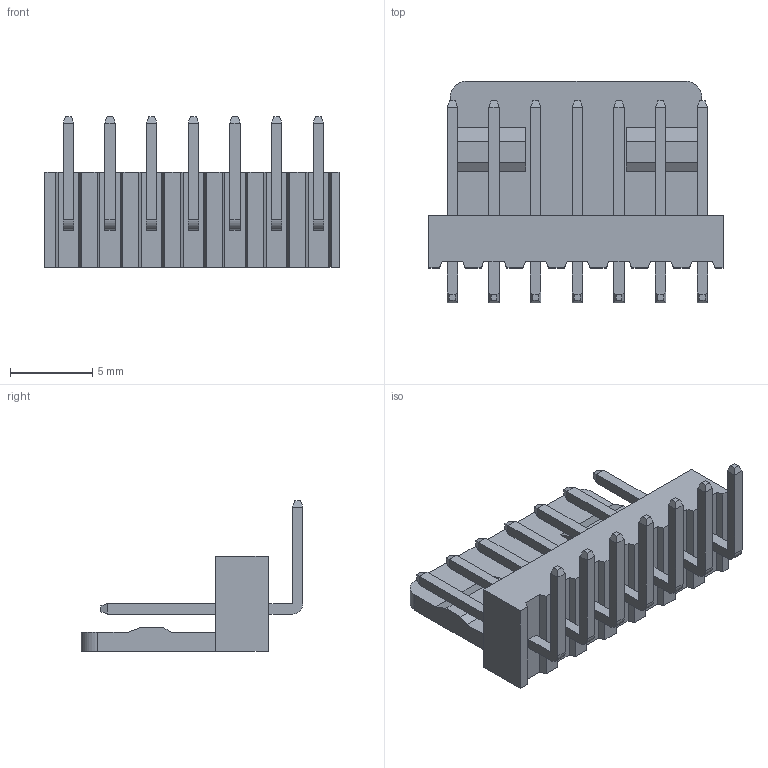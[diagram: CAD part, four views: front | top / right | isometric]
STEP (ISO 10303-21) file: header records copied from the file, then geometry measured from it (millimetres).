
FILE_DESCRIPTION (( 'STEP AP214' ), '1' );
FILE_NAME ('11634, SWR25X-NRTC-S07-RA-BA.STEP', '2012-09-20T01:09:36', ( '' ), ( '' ), 'SwSTEP 2.0', 'SolidWorks 2012', '' );
FILE_SCHEMA (( 'AUTOMOTIVE_DESIGN' ));
Length unit declared in the file: millimetre
Products named in the file (1): 11634, SWR25X-NRTC-S07-RA-BA
Bounding box: 17.94 x 13.52 x 9.2 mm (x, y, z)
Volume: 506 mm3; surface area: 920 mm2
Topology: 1 solids, 1 shells, 195 faces, 481 edges, 302 vertices
Faces by surface type: plane 186, cylinder 9
Entity records: 5619 total; most frequent: CARTESIAN_POINT 979, ORIENTED_EDGE 962, DIRECTION 891, EDGE_CURVE 481, LINE 463, VECTOR 463, VERTEX_POINT 302, AXIS2_PLACEMENT_3D 214
